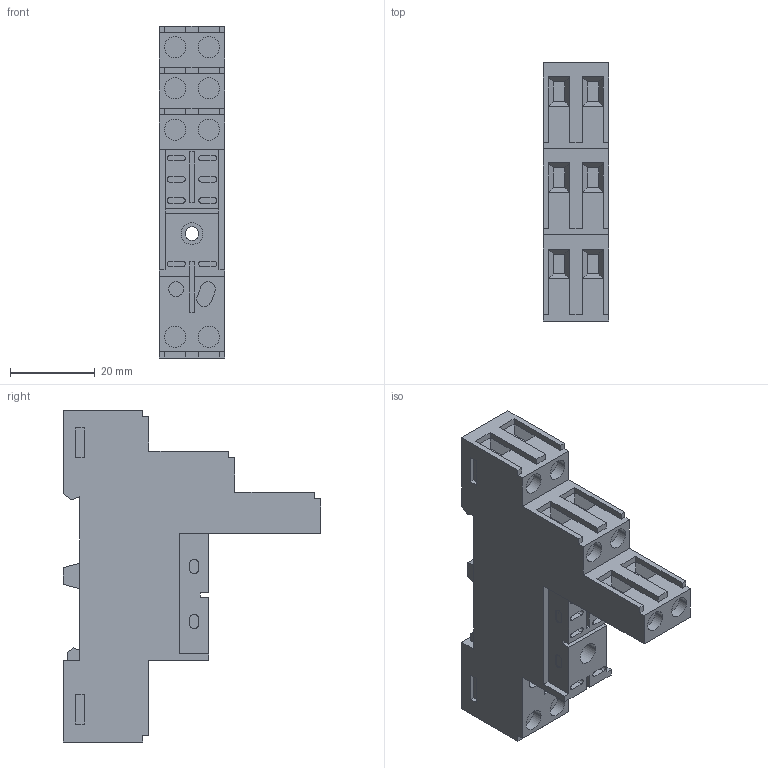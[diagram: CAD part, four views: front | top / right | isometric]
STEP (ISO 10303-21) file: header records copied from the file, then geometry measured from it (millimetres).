
FILE_DESCRIPTION(('STEP AP242'),'1');
FILE_NAME('rsze1s48m.stp','2019-05-27T08:29:59',('TraceParts'),('TraceParts S.A.'),'Spatial InterOp 3D',' ',' ');
FILE_SCHEMA(('AP242_MANAGED_MODEL_BASED_3D_ENGINEERING_MIM_LF {1 0 10303 442 1 1 4}'));
Length unit declared in the file: millimetre
Products named in the file (1): rsze1s48m
Bounding box: 15.5 x 61 x 78.5 mm (x, y, z)
Volume: 35245.5 mm3; surface area: 11559.4 mm2
Topology: 1 solids, 1 shells, 247 faces, 616 edges, 400 vertices
Faces by surface type: plane 199, cylinder 48
Entity records: 9254 total; most frequent: CARTESIAN_POINT 1264, ORIENTED_EDGE 1232, DIRECTION 1208, EDGE_CURVE 616, LINE 520, VECTOR 520, VERTEX_POINT 400, AXIS2_PLACEMENT_3D 344
